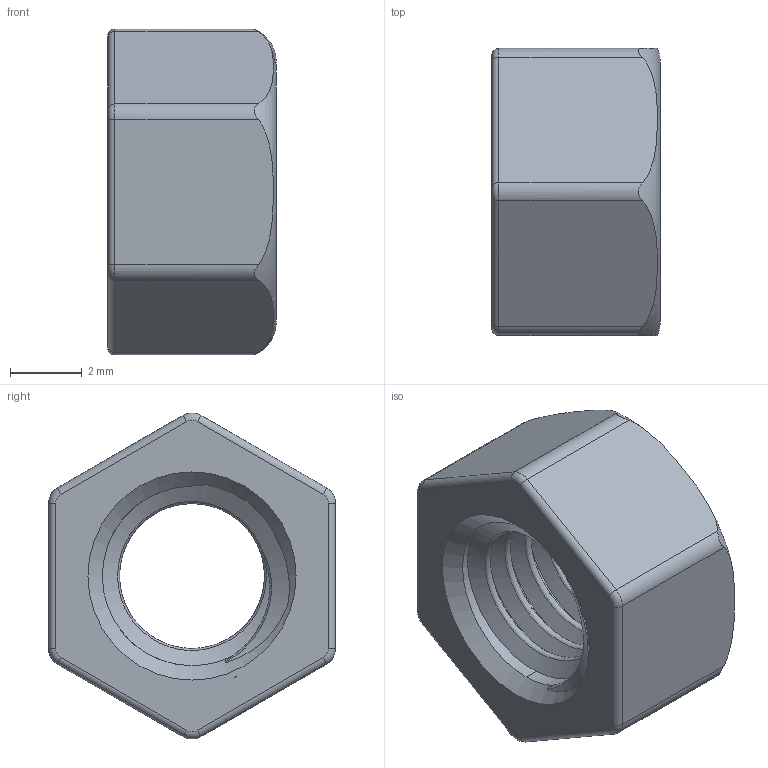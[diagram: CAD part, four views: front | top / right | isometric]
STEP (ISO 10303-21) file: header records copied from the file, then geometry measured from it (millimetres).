
FILE_DESCRIPTION(/* description */ (''),/* implementation_level */ '2;1');
FILE_NAME(/* name */ 'M5 Nut.step',/* time_stamp */ '2024-03-26T12:29:08+01:00',/* author */ (''),/* organization */ (''),/* preprocessor_version */ 'ST-DEVELOPER v20',/* originating_system */ 'Autodesk Translation Framework v12.20.1.177',/* authorisation */ '');
FILE_SCHEMA (('AUTOMOTIVE_DESIGN { 1 0 10303 214 3 1 1 }'));
Length unit declared in the file: millimetre
Products named in the file (1): M5 Nut
Bounding box: 4.71 x 8 x 9.08 mm (x, y, z)
Volume: 177.1 mm3; surface area: 290.4 mm2
Topology: 1 solids, 1 shells, 50 faces, 123 edges, 77 vertices
Faces by surface type: cylinder 18, bspline 12, plane 11, torus 7, cone 2
Full cylindrical faces by diameter (mm): 5 x4
Entity records: 3708 total; most frequent: CARTESIAN_POINT 2577, ORIENTED_EDGE 246, DIRECTION 199, EDGE_CURVE 123, AXIS2_PLACEMENT_3D 79, VERTEX_POINT 77, EDGE_LOOP 54, FACE_OUTER_BOUND 50
